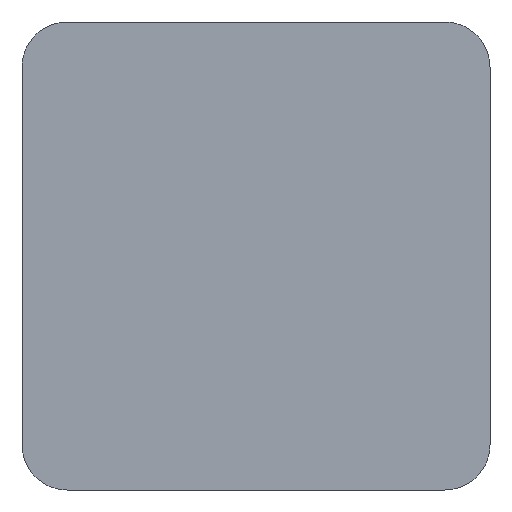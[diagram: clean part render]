
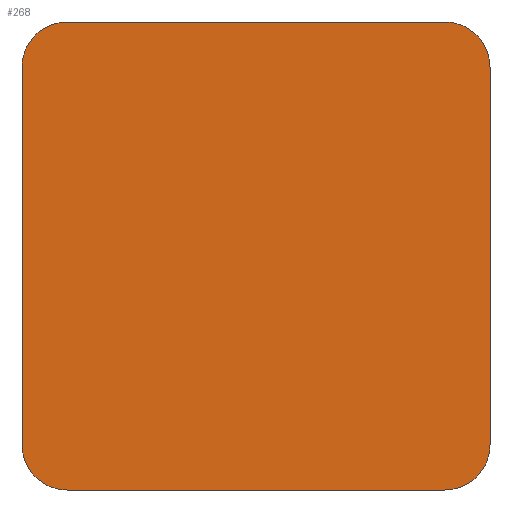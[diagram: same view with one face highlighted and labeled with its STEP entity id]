
A CAD part, front view. The second image highlights one B-rep face of the part: STEP entity #268.
In plain terms, the highlighted free-form (B-spline) face has degree [1, 1] with [2, 2] control points.
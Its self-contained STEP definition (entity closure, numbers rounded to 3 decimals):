
#201=CARTESIAN_POINT('',(-0.682,-2.,-0.682));
#202=CARTESIAN_POINT('',(-0.682,-2.,0.682));
#203=CARTESIAN_POINT('',(0.682,-2.,-0.682));
#204=CARTESIAN_POINT('',(0.682,-2.,0.682));
#205=B_SPLINE_SURFACE_WITH_KNOTS('',1,1,((#201,#202),(#203,#204)),.PLANE_SURF.,.F.,.F.,.U.,(2,2),(2,2),(0.,1.),(0.,1.),.UNSPECIFIED.);
#206=CARTESIAN_POINT('',(-0.5,-2.,0.62));
#207=VERTEX_POINT('',#206);
#208=CARTESIAN_POINT('',(-0.62,-2.,0.5));
#209=VERTEX_POINT('',#208);
#210=CARTESIAN_POINT('',(-0.5,-2.,0.62));
#211=CARTESIAN_POINT('',(-0.62,-2.,0.62));
#212=CARTESIAN_POINT('',(-0.62,-2.,0.5));
#213=(BOUNDED_CURVE()B_SPLINE_CURVE(2,(#210,#211,#212),.CIRCULAR_ARC.,.F.,.U.)B_SPLINE_CURVE_WITH_KNOTS((3,3),(0.,1.),.UNSPECIFIED.)CURVE()GEOMETRIC_REPRESENTATION_ITEM()RATIONAL_B_SPLINE_CURVE((1.,0.707,1.))REPRESENTATION_ITEM(''));
#214=EDGE_CURVE('',#207,#209,#213,.T.);
#215=ORIENTED_EDGE('',*,*,#214,.T.);
#216=CARTESIAN_POINT('',(-0.62,-2.,-0.5));
#217=VERTEX_POINT('',#216);
#218=CARTESIAN_POINT('',(-0.62,-2.,0.5));
#219=CARTESIAN_POINT('',(-0.62,-2.,-0.5));
#220=B_SPLINE_CURVE_WITH_KNOTS('',1,(#218,#219),.POLYLINE_FORM.,.F.,.U.,(2,2),(0.,1.),.UNSPECIFIED.);
#221=EDGE_CURVE('',#209,#217,#220,.T.);
#222=ORIENTED_EDGE('',*,*,#221,.T.);
#223=CARTESIAN_POINT('',(-0.5,-2.,-0.62));
#224=VERTEX_POINT('',#223);
#225=CARTESIAN_POINT('',(-0.62,-2.,-0.5));
#226=CARTESIAN_POINT('',(-0.62,-2.,-0.62));
#227=CARTESIAN_POINT('',(-0.5,-2.,-0.62));
#228=(BOUNDED_CURVE()B_SPLINE_CURVE(2,(#225,#226,#227),.CIRCULAR_ARC.,.F.,.U.)B_SPLINE_CURVE_WITH_KNOTS((3,3),(0.,1.),.UNSPECIFIED.)CURVE()GEOMETRIC_REPRESENTATION_ITEM()RATIONAL_B_SPLINE_CURVE((1.,0.707,1.))REPRESENTATION_ITEM(''));
#229=EDGE_CURVE('',#217,#224,#228,.T.);
#230=ORIENTED_EDGE('',*,*,#229,.T.);
#231=CARTESIAN_POINT('',(0.5,-2.,-0.62));
#232=VERTEX_POINT('',#231);
#233=CARTESIAN_POINT('',(-0.5,-2.,-0.62));
#234=CARTESIAN_POINT('',(0.5,-2.,-0.62));
#235=B_SPLINE_CURVE_WITH_KNOTS('',1,(#233,#234),.POLYLINE_FORM.,.F.,.U.,(2,2),(0.,1.),.UNSPECIFIED.);
#236=EDGE_CURVE('',#224,#232,#235,.T.);
#237=ORIENTED_EDGE('',*,*,#236,.T.);
#238=CARTESIAN_POINT('',(0.62,-2.,-0.5));
#239=VERTEX_POINT('',#238);
#240=CARTESIAN_POINT('',(0.5,-2.,-0.62));
#241=CARTESIAN_POINT('',(0.62,-2.,-0.62));
#242=CARTESIAN_POINT('',(0.62,-2.,-0.5));
#243=(BOUNDED_CURVE()B_SPLINE_CURVE(2,(#240,#241,#242),.CIRCULAR_ARC.,.F.,.U.)B_SPLINE_CURVE_WITH_KNOTS((3,3),(0.,1.),.UNSPECIFIED.)CURVE()GEOMETRIC_REPRESENTATION_ITEM()RATIONAL_B_SPLINE_CURVE((1.,0.707,1.))REPRESENTATION_ITEM(''));
#244=EDGE_CURVE('',#232,#239,#243,.T.);
#245=ORIENTED_EDGE('',*,*,#244,.T.);
#246=CARTESIAN_POINT('',(0.62,-2.,0.5));
#247=VERTEX_POINT('',#246);
#248=CARTESIAN_POINT('',(0.62,-2.,-0.5));
#249=CARTESIAN_POINT('',(0.62,-2.,0.5));
#250=B_SPLINE_CURVE_WITH_KNOTS('',1,(#248,#249),.POLYLINE_FORM.,.F.,.U.,(2,2),(0.,1.),.UNSPECIFIED.);
#251=EDGE_CURVE('',#239,#247,#250,.T.);
#252=ORIENTED_EDGE('',*,*,#251,.T.);
#253=CARTESIAN_POINT('',(0.5,-2.,0.62));
#254=VERTEX_POINT('',#253);
#255=CARTESIAN_POINT('',(0.62,-2.,0.5));
#256=CARTESIAN_POINT('',(0.62,-2.,0.62));
#257=CARTESIAN_POINT('',(0.5,-2.,0.62));
#258=(BOUNDED_CURVE()B_SPLINE_CURVE(2,(#255,#256,#257),.CIRCULAR_ARC.,.F.,.U.)B_SPLINE_CURVE_WITH_KNOTS((3,3),(0.,1.),.UNSPECIFIED.)CURVE()GEOMETRIC_REPRESENTATION_ITEM()RATIONAL_B_SPLINE_CURVE((1.,0.707,1.))REPRESENTATION_ITEM(''));
#259=EDGE_CURVE('',#247,#254,#258,.T.);
#260=ORIENTED_EDGE('',*,*,#259,.T.);
#261=CARTESIAN_POINT('',(0.5,-2.,0.62));
#262=CARTESIAN_POINT('',(-0.5,-2.,0.62));
#263=B_SPLINE_CURVE_WITH_KNOTS('',1,(#261,#262),.POLYLINE_FORM.,.F.,.U.,(2,2),(0.,1.),.UNSPECIFIED.);
#264=EDGE_CURVE('',#254,#207,#263,.T.);
#265=ORIENTED_EDGE('',*,*,#264,.T.);
#266=EDGE_LOOP('',(#215,#222,#230,#237,#245,#252,#260,#265));
#267=FACE_OUTER_BOUND('',#266,.T.);
#268=ADVANCED_FACE('',(#267),#205,.T.);
